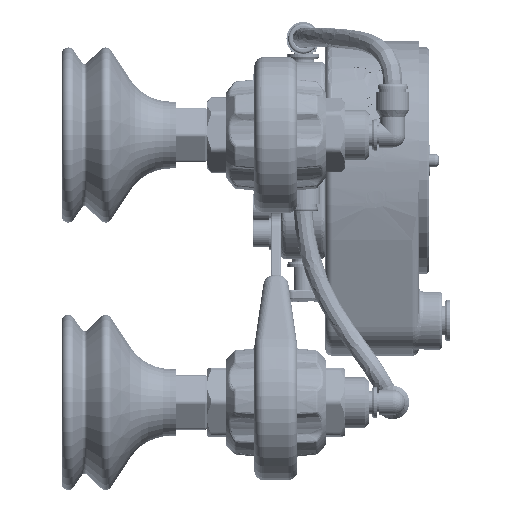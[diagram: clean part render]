
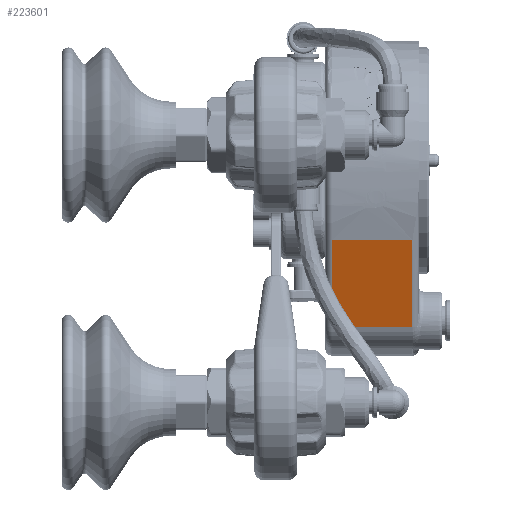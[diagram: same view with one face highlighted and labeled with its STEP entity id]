
A CAD part, front view. The second image highlights one B-rep face of the part: STEP entity #223601.
In plain terms, the highlighted face is planar.
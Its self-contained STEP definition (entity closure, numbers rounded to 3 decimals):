
#3121 = CARTESIAN_POINT ( 'NONE',  ( -24.067, 16.455, -52.358 ) ) ;
#7088 = EDGE_LOOP ( 'NONE', ( #189558, #171020, #205832, #226684 ) ) ;
#7849 = CARTESIAN_POINT ( 'NONE',  ( -33.269, 16.455, -25.093 ) ) ;
#11501 = CARTESIAN_POINT ( 'NONE',  ( -22.5, 16.455, -57. ) ) ;
#27236 = DIRECTION ( 'NONE',  ( 0., -1., 0. ) ) ;
#32306 = CARTESIAN_POINT ( 'NONE',  ( -24.067, 18.455, -52.358 ) ) ;
#43188 = EDGE_CURVE ( 'NONE', #128193, #44744, #255582, .T. ) ;
#44744 = VERTEX_POINT ( 'NONE', #32306 ) ;
#52578 = EDGE_CURVE ( 'NONE', #44744, #275851, #215262, .T. ) ;
#58288 = DIRECTION ( 'NONE',  ( -0.32, 0., 0.947 ) ) ;
#63959 = VECTOR ( 'NONE', #191012, 1000. ) ;
#90350 = LINE ( 'NONE', #252219, #129346 ) ;
#100658 = PLANE ( 'NONE',  #171342 ) ;
#104994 = CARTESIAN_POINT ( 'NONE',  ( -24.067, 43.755, -52.358 ) ) ;
#108822 = EDGE_CURVE ( 'NONE', #275851, #115796, #240658, .T. ) ;
#115796 = VERTEX_POINT ( 'NONE', #127539 ) ;
#127539 = CARTESIAN_POINT ( 'NONE',  ( -33.269, 43.755, -25.093 ) ) ;
#128193 = VERTEX_POINT ( 'NONE', #104994 ) ;
#129346 = VECTOR ( 'NONE', #226602, 1000. ) ;
#144097 = VECTOR ( 'NONE', #27236, 1000. ) ;
#147549 = FACE_OUTER_BOUND ( 'NONE', #7088, .T. ) ;
#171020 = ORIENTED_EDGE ( 'NONE', *, *, #52578, .T. ) ;
#171342 = AXIS2_PLACEMENT_3D ( 'NONE', #11501, #192920, #58288 ) ;
#174266 = CARTESIAN_POINT ( 'NONE',  ( -33.269, 18.455, -25.093 ) ) ;
#189558 = ORIENTED_EDGE ( 'NONE', *, *, #43188, .T. ) ;
#191012 = DIRECTION ( 'NONE',  ( -0.32, 0., 0.947 ) ) ;
#192920 = DIRECTION ( 'NONE',  ( 0.947, 0., 0.32 ) ) ;
#199761 = EDGE_CURVE ( 'NONE', #115796, #128193, #90350, .T. ) ;
#205832 = ORIENTED_EDGE ( 'NONE', *, *, #108822, .T. ) ;
#215262 = LINE ( 'NONE', #219753, #63959 ) ;
#219753 = CARTESIAN_POINT ( 'NONE',  ( -33.269, 18.455, -25.093 ) ) ;
#223601 = ADVANCED_FACE ( 'NONE', ( #147549 ), #100658, .F. ) ;
#226602 = DIRECTION ( 'NONE',  ( 0.32, 0., -0.947 ) ) ;
#226684 = ORIENTED_EDGE ( 'NONE', *, *, #199761, .T. ) ;
#240658 = LINE ( 'NONE', #7849, #248095 ) ;
#248095 = VECTOR ( 'NONE', #284510, 1000. ) ;
#252219 = CARTESIAN_POINT ( 'NONE',  ( -24.067, 43.755, -52.358 ) ) ;
#255582 = LINE ( 'NONE', #3121, #144097 ) ;
#275851 = VERTEX_POINT ( 'NONE', #174266 ) ;
#284510 = DIRECTION ( 'NONE',  ( 0., 1., 0. ) ) ;
